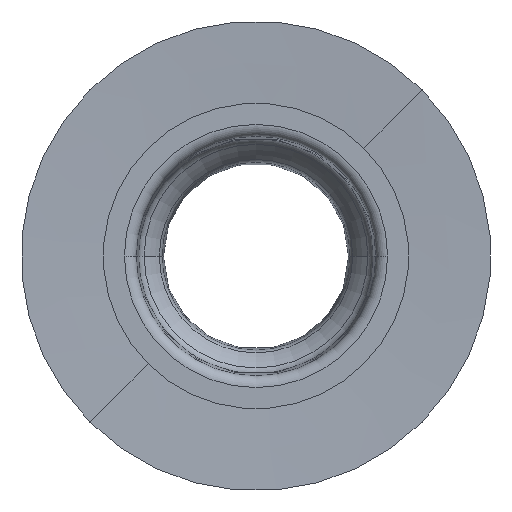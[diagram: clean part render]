
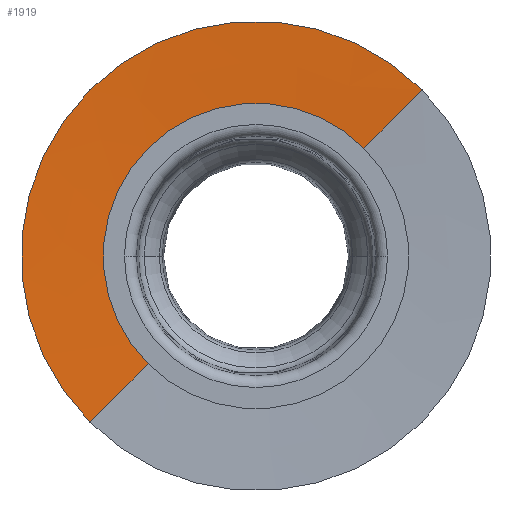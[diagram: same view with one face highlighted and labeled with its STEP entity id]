
A CAD part, top view. The second image highlights one B-rep face of the part: STEP entity #1919.
In plain terms, the highlighted conical face has half-angle 87.818 degrees and reference radius 4.95 mm.
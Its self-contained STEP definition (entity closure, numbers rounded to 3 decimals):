
#22=DIRECTION('',(-0.707,-0.707,0.038));
#23=VECTOR('',#22,2.102);
#24=CARTESIAN_POINT('',(-2.758,-2.758,-0.08));
#25=LINE('',#24,#23);
#31=DIRECTION('',(0.707,0.707,0.038));
#32=VECTOR('',#31,2.102);
#33=CARTESIAN_POINT('',(2.758,2.758,-0.08));
#34=LINE('',#33,#32);
#166=CARTESIAN_POINT('',(0.,0.,0.));
#167=DIRECTION('',(0.,0.,1.));
#168=DIRECTION('',(0.707,0.707,0.));
#169=AXIS2_PLACEMENT_3D('',#166,#167,#168);
#171=CARTESIAN_POINT('',(0.,0.,-0.08));
#172=DIRECTION('',(0.,0.,1.));
#173=DIRECTION('',(0.707,0.707,0.));
#174=AXIS2_PLACEMENT_3D('',#171,#172,#173);
#1353=CARTESIAN_POINT('',(2.758,2.758,-0.08));
#1354=CARTESIAN_POINT('',(-2.758,-2.758,-0.08));
#1355=VERTEX_POINT('',#1353);
#1356=VERTEX_POINT('',#1354);
#1361=CARTESIAN_POINT('',(4.243,4.243,
0.));
#1362=CARTESIAN_POINT('',(-4.243,-4.243,
0.));
#1363=VERTEX_POINT('',#1361);
#1364=VERTEX_POINT('',#1362);
#1907=CARTESIAN_POINT('',(0.,0.,-0.04));
#1908=DIRECTION('',(0.,0.,1.));
#1909=DIRECTION('',(0.707,0.707,0.));
#1910=AXIS2_PLACEMENT_3D('',#1907,#1908,#1909);
#1911=CONICAL_SURFACE('',#1910,4.95,87.818);
#1913=ORIENTED_EDGE('',*,*,#1912,.F.);
#1914=ORIENTED_EDGE('',*,*,#1444,.F.);
#1915=ORIENTED_EDGE('',*,*,#1884,.T.);
#1916=ORIENTED_EDGE('',*,*,#1440,.T.);
#1917=EDGE_LOOP('',(#1913,#1914,#1915,#1916));
#1918=FACE_OUTER_BOUND('',#1917,.F.);
#170=CIRCLE('',#169,6.);
#175=CIRCLE('',#174,3.9);
#1440=EDGE_CURVE('',#1356,#1364,#25,.T.);
#1444=EDGE_CURVE('',#1355,#1363,#34,.T.);
#1884=EDGE_CURVE('',#1355,#1356,#175,.T.);
#1912=EDGE_CURVE('',#1363,#1364,#170,.T.);
#1919=ADVANCED_FACE('',(#1918),#1911,.F.);
